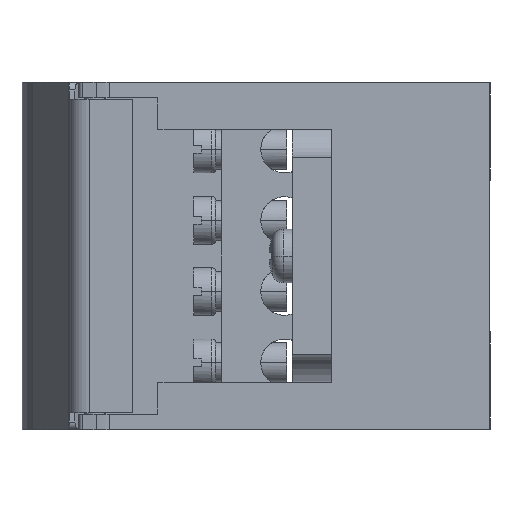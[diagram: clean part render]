
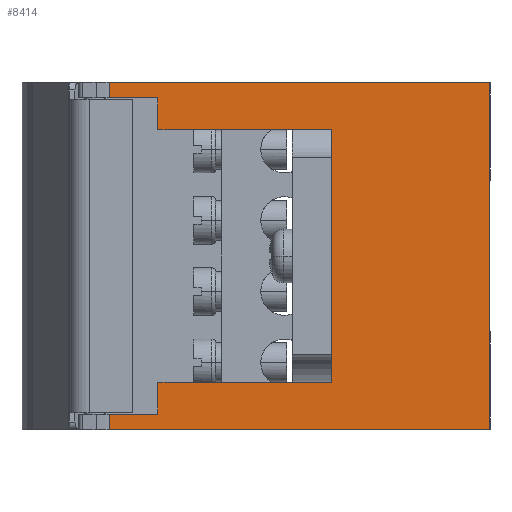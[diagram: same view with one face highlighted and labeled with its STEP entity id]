
A CAD part, left-side view. The second image highlights one B-rep face of the part: STEP entity #8414.
In plain terms, the highlighted planar face has unit normal (-1, 0, 0).
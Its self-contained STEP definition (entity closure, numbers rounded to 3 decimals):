
#893=DIRECTION('',(0.,0.,-1.));
#894=VECTOR('',#893,3.5);
#895=CARTESIAN_POINT('',(-21.,20.,-12.5));
#896=LINE('',#895,#894);
#909=DIRECTION('',(0.,0.,-1.));
#910=VECTOR('',#909,3.5);
#911=CARTESIAN_POINT('',(-21.,20.,16.));
#912=LINE('',#911,#910);
#1010=DIRECTION('',(0.,0.,1.));
#1011=VECTOR('',#1010,25.);
#1012=CARTESIAN_POINT('',(-21.,20.,-12.5));
#1013=LINE('',#1012,#1011);
#1014=DIRECTION('',(0.,1.,0.));
#1015=VECTOR('',#1014,6.172);
#1016=CARTESIAN_POINT('',(-21.,42.,20.));
#1017=LINE('',#1016,#1015);
#1018=DIRECTION('',(0.,0.,1.));
#1019=VECTOR('',#1018,2.);
#1020=CARTESIAN_POINT('',(-21.,48.172,20.));
#1021=LINE('',#1020,#1019);
#1022=DIRECTION('',(0.,-1.,0.));
#1023=VECTOR('',#1022,48.172);
#1024=CARTESIAN_POINT('',(-21.,48.172,22.));
#1025=LINE('',#1024,#1023);
#1026=DIRECTION('',(0.,1.,0.));
#1027=VECTOR('',#1026,48.172);
#1028=CARTESIAN_POINT('',(-21.,0.,-22.));
#1029=LINE('',#1028,#1027);
#1030=DIRECTION('',(0.,-1.,0.));
#1031=VECTOR('',#1030,6.172);
#1032=CARTESIAN_POINT('',(-21.,48.172,-20.));
#1033=LINE('',#1032,#1031);
#1038=DIRECTION('',(0.,-1.,0.));
#1039=VECTOR('',#1038,22.);
#1040=CARTESIAN_POINT('',(-21.,42.,16.));
#1041=LINE('',#1040,#1039);
#1050=DIRECTION('',(0.,0.,-1.));
#1051=VECTOR('',#1050,4.);
#1052=CARTESIAN_POINT('',(-21.,42.,20.));
#1053=LINE('',#1052,#1051);
#3142=DIRECTION('',(0.,0.,1.));
#3143=VECTOR('',#3142,44.);
#3144=CARTESIAN_POINT('',(-21.,0.,-22.));
#3145=LINE('',#3144,#3143);
#3530=DIRECTION('',(0.,0.,-1.));
#3531=VECTOR('',#3530,2.);
#3532=CARTESIAN_POINT('',(-21.,48.172,-20.));
#3533=LINE('',#3532,#3531);
#3659=DIRECTION('',(0.,0.,-1.));
#3660=VECTOR('',#3659,4.);
#3661=CARTESIAN_POINT('',(-21.,42.,-16.));
#3662=LINE('',#3661,#3660);
#3683=DIRECTION('',(0.,1.,0.));
#3684=VECTOR('',#3683,22.);
#3685=CARTESIAN_POINT('',(-21.,20.,-16.));
#3686=LINE('',#3685,#3684);
#5604=CARTESIAN_POINT('',(-21.,48.172,-22.));
#5605=VERTEX_POINT('',#5604);
#5606=CARTESIAN_POINT('',(-21.,0.,-22.));
#5607=VERTEX_POINT('',#5606);
#5660=CARTESIAN_POINT('',(-21.,48.172,-20.));
#5662=VERTEX_POINT('',#5660);
#5730=CARTESIAN_POINT('',(-21.,48.172,20.));
#5731=VERTEX_POINT('',#5730);
#5733=CARTESIAN_POINT('',(-21.,42.,20.));
#5735=VERTEX_POINT('',#5733);
#5778=CARTESIAN_POINT('',(-21.,0.,22.));
#5779=VERTEX_POINT('',#5778);
#5780=CARTESIAN_POINT('',(-21.,48.172,22.));
#5781=VERTEX_POINT('',#5780);
#5794=CARTESIAN_POINT('',(-21.,42.,-20.));
#5795=VERTEX_POINT('',#5794);
#5796=CARTESIAN_POINT('',(-21.,42.,-16.));
#5797=VERTEX_POINT('',#5796);
#5798=CARTESIAN_POINT('',(-21.,20.,-16.));
#5799=VERTEX_POINT('',#5798);
#5800=CARTESIAN_POINT('',(-21.,42.,16.));
#5801=CARTESIAN_POINT('',(-21.,20.,16.));
#5802=VERTEX_POINT('',#5800);
#5803=VERTEX_POINT('',#5801);
#6924=CARTESIAN_POINT('',(-21.,20.,-12.5));
#6925=CARTESIAN_POINT('',(-21.,20.,12.5));
#6926=VERTEX_POINT('',#6924);
#6927=VERTEX_POINT('',#6925);
#8382=CARTESIAN_POINT('',(-21.,24.086,0.));
#8383=DIRECTION('',(1.,0.,0.));
#8384=DIRECTION('',(0.,-1.,0.));
#8385=AXIS2_PLACEMENT_3D('',#8382,#8383,#8384);
#8386=PLANE('',#8385);
#8387=ORIENTED_EDGE('',*,*,#8340,.T.);
#8388=ORIENTED_EDGE('',*,*,#8206,.F.);
#8390=ORIENTED_EDGE('',*,*,#8389,.F.);
#8392=ORIENTED_EDGE('',*,*,#8391,.F.);
#8394=ORIENTED_EDGE('',*,*,#8393,.T.);
#8396=ORIENTED_EDGE('',*,*,#8395,.T.);
#8398=ORIENTED_EDGE('',*,*,#8397,.T.);
#8400=ORIENTED_EDGE('',*,*,#8399,.F.);
#8402=ORIENTED_EDGE('',*,*,#8401,.T.);
#8404=ORIENTED_EDGE('',*,*,#8403,.F.);
#8406=ORIENTED_EDGE('',*,*,#8405,.T.);
#8408=ORIENTED_EDGE('',*,*,#8407,.F.);
#8410=ORIENTED_EDGE('',*,*,#8409,.F.);
#8411=ORIENTED_EDGE('',*,*,#8190,.F.);
#8412=EDGE_LOOP('',(#8387,#8388,#8390,#8392,#8394,#8396,#8398,#8400,#8402,#8404,
#8406,#8408,#8410,#8411));
#8413=FACE_OUTER_BOUND('',#8412,.F.);
#8190=EDGE_CURVE('',#6926,#5799,#896,.T.);
#8206=EDGE_CURVE('',#5803,#6927,#912,.T.);
#8340=EDGE_CURVE('',#6926,#6927,#1013,.T.);
#8389=EDGE_CURVE('',#5802,#5803,#1041,.T.);
#8391=EDGE_CURVE('',#5735,#5802,#1053,.T.);
#8393=EDGE_CURVE('',#5735,#5731,#1017,.T.);
#8395=EDGE_CURVE('',#5731,#5781,#1021,.T.);
#8397=EDGE_CURVE('',#5781,#5779,#1025,.T.);
#8399=EDGE_CURVE('',#5607,#5779,#3145,.T.);
#8401=EDGE_CURVE('',#5607,#5605,#1029,.T.);
#8403=EDGE_CURVE('',#5662,#5605,#3533,.T.);
#8405=EDGE_CURVE('',#5662,#5795,#1033,.T.);
#8407=EDGE_CURVE('',#5797,#5795,#3662,.T.);
#8409=EDGE_CURVE('',#5799,#5797,#3686,.T.);
#8414=ADVANCED_FACE('',(#8413),#8386,.F.);
